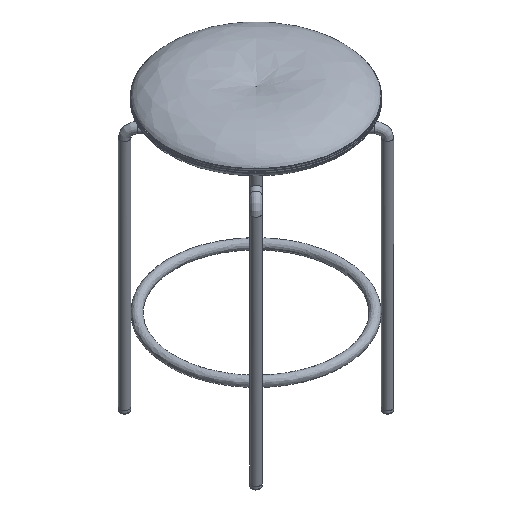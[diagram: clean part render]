
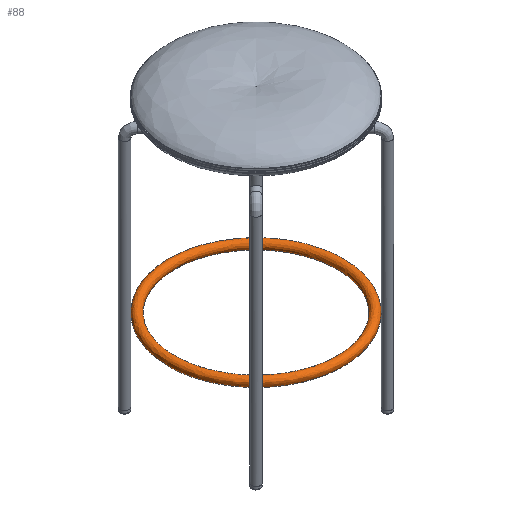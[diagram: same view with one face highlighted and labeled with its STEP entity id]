
A CAD part, isometric view. The second image highlights one B-rep face of the part: STEP entity #88.
In plain terms, the highlighted free-form (B-spline) face has degree [2, 2] with [9, 9] control points.
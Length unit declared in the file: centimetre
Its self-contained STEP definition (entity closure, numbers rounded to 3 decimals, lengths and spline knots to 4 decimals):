
#88=ADVANCED_FACE('',(#131),#699,.T.);
#131=FACE_OUTER_BOUND('',#181,.T.);
#181=EDGE_LOOP('',(#384,#385,#386,#387));
#384=ORIENTED_EDGE('',*,*,#489,.T.);
#385=ORIENTED_EDGE('',*,*,#490,.T.);
#386=ORIENTED_EDGE('',*,*,#489,.F.);
#387=ORIENTED_EDGE('',*,*,#490,.F.);
#489=EDGE_CURVE('',#656,#656,#592,.T.);
#490=EDGE_CURVE('',#656,#656,#593,.T.);
#592=(
BOUNDED_CURVE()
B_SPLINE_CURVE(2,(#5121,#5122,#5123,#5124,#5125,#5126,#5127,#5128,#5129),
 .UNSPECIFIED.,.T.,.F.)
B_SPLINE_CURVE_WITH_KNOTS((3,2,2,2,3),(0.,1.5708,3.1416,
4.7124,6.2832),.UNSPECIFIED.)
CURVE()
GEOMETRIC_REPRESENTATION_ITEM()
RATIONAL_B_SPLINE_CURVE((1.,0.707,1.,0.707,1.,0.707,
1.,0.707,1.))
REPRESENTATION_ITEM('')
);
#593=(
BOUNDED_CURVE()
B_SPLINE_CURVE(2,(#5130,#5131,#5132,#5133,#5134,#5135,#5136,#5137,#5138),
 .UNSPECIFIED.,.T.,.F.)
B_SPLINE_CURVE_WITH_KNOTS((3,2,2,2,3),(0.,15.708,31.4159,
47.1239,62.8319),.UNSPECIFIED.)
CURVE()
GEOMETRIC_REPRESENTATION_ITEM()
RATIONAL_B_SPLINE_CURVE((1.,0.707,1.,0.707,1.,0.707,
1.,0.707,1.))
REPRESENTATION_ITEM('')
);
#656=VERTEX_POINT('',#5120);
#699=(
BOUNDED_SURFACE()
B_SPLINE_SURFACE(2,2,((#5039,#5040,#5041,#5042,#5043,#5044,#5045,#5046,
#5047),(#5048,#5049,#5050,#5051,#5052,#5053,#5054,#5055,#5056),(#5057,#5058,
#5059,#5060,#5061,#5062,#5063,#5064,#5065),(#5066,#5067,#5068,#5069,#5070,
#5071,#5072,#5073,#5074),(#5075,#5076,#5077,#5078,#5079,#5080,#5081,#5082,
#5083),(#5084,#5085,#5086,#5087,#5088,#5089,#5090,#5091,#5092),(#5093,#5094,
#5095,#5096,#5097,#5098,#5099,#5100,#5101),(#5102,#5103,#5104,#5105,#5106,
#5107,#5108,#5109,#5110),(#5111,#5112,#5113,#5114,#5115,#5116,#5117,#5118,
#5119)),.UNSPECIFIED.,.T.,.F.,.F.)
B_SPLINE_SURFACE_WITH_KNOTS((3,2,2,2,3),(3,2,2,2,3),(0.,1.5708,
3.1416,4.7124,6.2832),(0.,15.708,
31.4159,47.1239,62.8319),.UNSPECIFIED.)
GEOMETRIC_REPRESENTATION_ITEM()
RATIONAL_B_SPLINE_SURFACE(((1.,0.707,1.,0.707,1.,
0.707,1.,0.707,1.),(0.707,0.5,0.707,
0.5,0.707,0.5,0.707,0.5,0.707),(1.,
0.707,1.,0.707,1.,0.707,1.,0.707,
1.),(0.707,0.5,0.707,0.5,0.707,0.5,
0.707,0.5,0.707),(1.,0.707,1.,0.707,
1.,0.707,1.,0.707,1.),(0.707,0.5,0.707,
0.5,0.707,0.5,0.707,0.5,0.707),(1.,
0.707,1.,0.707,1.,0.707,1.,0.707,
1.),(0.707,0.5,0.707,0.5,0.707,0.5,
0.707,0.5,0.707),(1.,0.707,1.,0.707,
1.,0.707,1.,0.707,1.)))
REPRESENTATION_ITEM('')
SURFACE()
);
#5039=CARTESIAN_POINT('',(15.306,7.1265,0.));
#5040=CARTESIAN_POINT('',(15.306,7.1265,1.));
#5041=CARTESIAN_POINT('',(14.5407,7.7702,1.));
#5042=CARTESIAN_POINT('',(13.7754,8.4138,1.));
#5043=CARTESIAN_POINT('',(13.7754,8.4138,0.));
#5044=CARTESIAN_POINT('',(13.7754,8.4138,-1.));
#5045=CARTESIAN_POINT('',(14.5407,7.7702,-1.));
#5046=CARTESIAN_POINT('',(15.306,7.1265,-1.));
#5047=CARTESIAN_POINT('',(15.306,7.1265,0.));
#5048=CARTESIAN_POINT('',(28.1795,22.4324,0.));
#5049=CARTESIAN_POINT('',(28.1795,22.4324,1.));
#5050=CARTESIAN_POINT('',(26.7705,22.3108,1.));
#5051=CARTESIAN_POINT('',(25.3615,22.1892,1.));
#5052=CARTESIAN_POINT('',(25.3615,22.1892,0.));
#5053=CARTESIAN_POINT('',(25.3615,22.1892,-1.));
#5054=CARTESIAN_POINT('',(26.7705,22.3108,-1.));
#5055=CARTESIAN_POINT('',(28.1795,22.4324,-1.));
#5056=CARTESIAN_POINT('',(28.1795,22.4324,0.));
#5057=CARTESIAN_POINT('',(12.8735,35.306,0.));
#5058=CARTESIAN_POINT('',(12.8735,35.306,1.));
#5059=CARTESIAN_POINT('',(12.2298,34.5407,1.));
#5060=CARTESIAN_POINT('',(11.5862,33.7754,1.));
#5061=CARTESIAN_POINT('',(11.5862,33.7754,0.));
#5062=CARTESIAN_POINT('',(11.5862,33.7754,-1.));
#5063=CARTESIAN_POINT('',(12.2298,34.5407,-1.));
#5064=CARTESIAN_POINT('',(12.8735,35.306,-1.));
#5065=CARTESIAN_POINT('',(12.8735,35.306,0.));
#5066=CARTESIAN_POINT('',(-2.4324,48.1795,0.));
#5067=CARTESIAN_POINT('',(-2.4324,48.1795,1.));
#5068=CARTESIAN_POINT('',(-2.3108,46.7705,1.));
#5069=CARTESIAN_POINT('',(-2.1892,45.3615,1.));
#5070=CARTESIAN_POINT('',(-2.1892,45.3615,0.));
#5071=CARTESIAN_POINT('',(-2.1892,45.3615,-1.));
#5072=CARTESIAN_POINT('',(-2.3108,46.7705,-1.));
#5073=CARTESIAN_POINT('',(-2.4324,48.1795,-1.));
#5074=CARTESIAN_POINT('',(-2.4324,48.1795,0.));
#5075=CARTESIAN_POINT('',(-15.306,32.8735,0.));
#5076=CARTESIAN_POINT('',(-15.306,32.8735,1.));
#5077=CARTESIAN_POINT('',(-14.5407,32.2298,1.));
#5078=CARTESIAN_POINT('',(-13.7754,31.5862,1.));
#5079=CARTESIAN_POINT('',(-13.7754,31.5862,0.));
#5080=CARTESIAN_POINT('',(-13.7754,31.5862,-1.));
#5081=CARTESIAN_POINT('',(-14.5407,32.2298,-1.));
#5082=CARTESIAN_POINT('',(-15.306,32.8735,-1.));
#5083=CARTESIAN_POINT('',(-15.306,32.8735,0.));
#5084=CARTESIAN_POINT('',(-28.1795,17.5676,0.));
#5085=CARTESIAN_POINT('',(-28.1795,17.5676,1.));
#5086=CARTESIAN_POINT('',(-26.7705,17.6892,1.));
#5087=CARTESIAN_POINT('',(-25.3615,17.8108,1.));
#5088=CARTESIAN_POINT('',(-25.3615,17.8108,0.));
#5089=CARTESIAN_POINT('',(-25.3615,17.8108,-1.));
#5090=CARTESIAN_POINT('',(-26.7705,17.6892,-1.));
#5091=CARTESIAN_POINT('',(-28.1795,17.5676,-1.));
#5092=CARTESIAN_POINT('',(-28.1795,17.5676,0.));
#5093=CARTESIAN_POINT('',(-12.8735,4.694,0.));
#5094=CARTESIAN_POINT('',(-12.8735,4.694,1.));
#5095=CARTESIAN_POINT('',(-12.2298,5.4593,1.));
#5096=CARTESIAN_POINT('',(-11.5862,6.2246,1.));
#5097=CARTESIAN_POINT('',(-11.5862,6.2246,0.));
#5098=CARTESIAN_POINT('',(-11.5862,6.2246,-1.));
#5099=CARTESIAN_POINT('',(-12.2298,5.4593,-1.));
#5100=CARTESIAN_POINT('',(-12.8735,4.694,-1.));
#5101=CARTESIAN_POINT('',(-12.8735,4.694,0.));
#5102=CARTESIAN_POINT('',(2.4324,-8.1795,0.));
#5103=CARTESIAN_POINT('',(2.4324,-8.1795,1.));
#5104=CARTESIAN_POINT('',(2.3108,-6.7705,1.));
#5105=CARTESIAN_POINT('',(2.1892,-5.3615,1.));
#5106=CARTESIAN_POINT('',(2.1892,-5.3615,0.));
#5107=CARTESIAN_POINT('',(2.1892,-5.3615,-1.));
#5108=CARTESIAN_POINT('',(2.3108,-6.7705,-1.));
#5109=CARTESIAN_POINT('',(2.4324,-8.1795,-1.));
#5110=CARTESIAN_POINT('',(2.4324,-8.1795,0.));
#5111=CARTESIAN_POINT('',(15.306,7.1265,0.));
#5112=CARTESIAN_POINT('',(15.306,7.1265,1.));
#5113=CARTESIAN_POINT('',(14.5407,7.7702,1.));
#5114=CARTESIAN_POINT('',(13.7754,8.4138,1.));
#5115=CARTESIAN_POINT('',(13.7754,8.4138,0.));
#5116=CARTESIAN_POINT('',(13.7754,8.4138,-1.));
#5117=CARTESIAN_POINT('',(14.5407,7.7702,-1.));
#5118=CARTESIAN_POINT('',(15.306,7.1265,-1.));
#5119=CARTESIAN_POINT('',(15.306,7.1265,0.));
#5120=CARTESIAN_POINT('',(15.306,7.1265,0.));
#5121=CARTESIAN_POINT('',(15.306,7.1265,0.));
#5122=CARTESIAN_POINT('',(28.1795,22.4324,0.));
#5123=CARTESIAN_POINT('',(12.8735,35.306,0.));
#5124=CARTESIAN_POINT('',(-2.4324,48.1795,0.));
#5125=CARTESIAN_POINT('',(-15.306,32.8735,0.));
#5126=CARTESIAN_POINT('',(-28.1795,17.5676,0.));
#5127=CARTESIAN_POINT('',(-12.8735,4.694,0.));
#5128=CARTESIAN_POINT('',(2.4324,-8.1795,0.));
#5129=CARTESIAN_POINT('',(15.306,7.1265,0.));
#5130=CARTESIAN_POINT('',(15.306,7.1265,0.));
#5131=CARTESIAN_POINT('',(15.306,7.1265,1.));
#5132=CARTESIAN_POINT('',(14.5407,7.7702,1.));
#5133=CARTESIAN_POINT('',(13.7754,8.4138,1.));
#5134=CARTESIAN_POINT('',(13.7754,8.4138,0.));
#5135=CARTESIAN_POINT('',(13.7754,8.4138,-1.));
#5136=CARTESIAN_POINT('',(14.5407,7.7702,-1.));
#5137=CARTESIAN_POINT('',(15.306,7.1265,-1.));
#5138=CARTESIAN_POINT('',(15.306,7.1265,0.));
